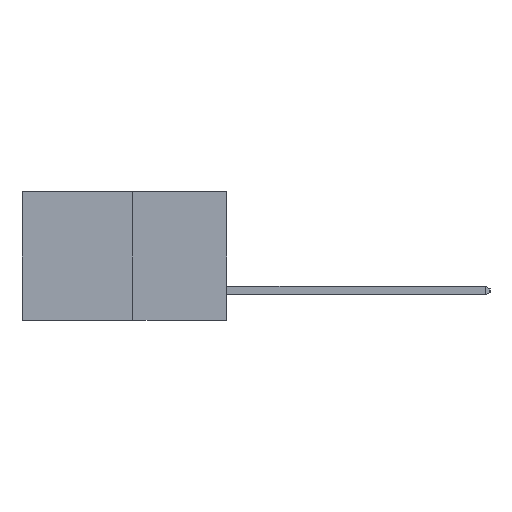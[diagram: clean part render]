
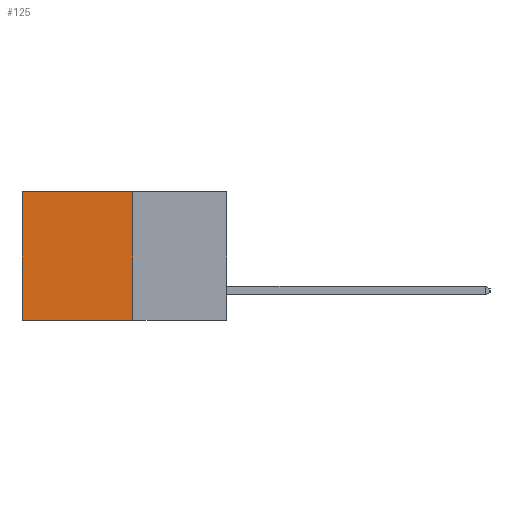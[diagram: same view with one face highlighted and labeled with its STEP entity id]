
A CAD part, left-side view. The second image highlights one B-rep face of the part: STEP entity #125.
In plain terms, the highlighted planar face has unit normal (-1, 0, 0).
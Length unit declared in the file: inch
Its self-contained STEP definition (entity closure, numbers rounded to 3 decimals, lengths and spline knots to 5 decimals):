
#125 = ADVANCED_FACE ( 'NONE', ( #18611 ), #7123, .F. ) ;
#181 = LINE ( 'NONE', #11422, #13503 ) ;
#587 = CARTESIAN_POINT ( 'NONE',  ( 0.277, 0.27, -0.37 ) ) ;
#872 = EDGE_CURVE ( 'NONE', #15196, #12619, #13120, .T. ) ;
#1331 = DIRECTION ( 'NONE',  ( 0., 0., -1. ) ) ;
#2716 = VERTEX_POINT ( 'NONE', #19531 ) ;
#2763 = LINE ( 'NONE', #4721, #6729 ) ;
#3855 = ORIENTED_EDGE ( 'NONE', *, *, #8917, .T. ) ;
#4721 = CARTESIAN_POINT ( 'NONE',  ( 0.277, 0.27, 0. ) ) ;
#6518 = CARTESIAN_POINT ( 'NONE',  ( 0.277, 0.27, -0.37 ) ) ;
#6694 = DIRECTION ( 'NONE',  ( 0., 0., -1. ) ) ;
#6729 = VECTOR ( 'NONE', #17758, 39.37008 ) ;
#7123 = PLANE ( 'NONE',  #18499 ) ;
#7410 = CARTESIAN_POINT ( 'NONE',  ( 0.277, 0.27, -0.37 ) ) ;
#7620 = CARTESIAN_POINT ( 'NONE',  ( 0.277, 0.27, 0. ) ) ;
#8305 = DIRECTION ( 'NONE',  ( 0., 0., -1. ) ) ;
#8917 = EDGE_CURVE ( 'NONE', #2716, #15749, #15812, .T. ) ;
#8947 = DIRECTION ( 'NONE',  ( 1., 0., 0. ) ) ;
#11422 = CARTESIAN_POINT ( 'NONE',  ( 0.277, 0.27, -0.37 ) ) ;
#11609 = VECTOR ( 'NONE', #1331, 39.37008 ) ;
#11743 = EDGE_LOOP ( 'NONE', ( #3855, #15020, #14722, #13535 ) ) ;
#12619 = VERTEX_POINT ( 'NONE', #587 ) ;
#13120 = LINE ( 'NONE', #6518, #21099 ) ;
#13503 = VECTOR ( 'NONE', #20942, 39.37008 ) ;
#13535 = ORIENTED_EDGE ( 'NONE', *, *, #18410, .T. ) ;
#13901 = CARTESIAN_POINT ( 'NONE',  ( 0.277, 0.59, -0.37 ) ) ;
#14517 = CARTESIAN_POINT ( 'NONE',  ( 0.277, 0.59, -0.37 ) ) ;
#14722 = ORIENTED_EDGE ( 'NONE', *, *, #872, .F. ) ;
#15020 = ORIENTED_EDGE ( 'NONE', *, *, #16020, .F. ) ;
#15196 = VERTEX_POINT ( 'NONE', #7620 ) ;
#15749 = VERTEX_POINT ( 'NONE', #13901 ) ;
#15812 = LINE ( 'NONE', #14517, #11609 ) ;
#16020 = EDGE_CURVE ( 'NONE', #12619, #15749, #181, .T. ) ;
#17758 = DIRECTION ( 'NONE',  ( 0., 1., 0. ) ) ;
#18410 = EDGE_CURVE ( 'NONE', #15196, #2716, #2763, .T. ) ;
#18499 = AXIS2_PLACEMENT_3D ( 'NONE', #7410, #8947, #6694 ) ;
#18611 = FACE_OUTER_BOUND ( 'NONE', #11743, .T. ) ;
#19531 = CARTESIAN_POINT ( 'NONE',  ( 0.277, 0.59, 0. ) ) ;
#20942 = DIRECTION ( 'NONE',  ( 0., 1., 0. ) ) ;
#21099 = VECTOR ( 'NONE', #8305, 39.37008 ) ;
